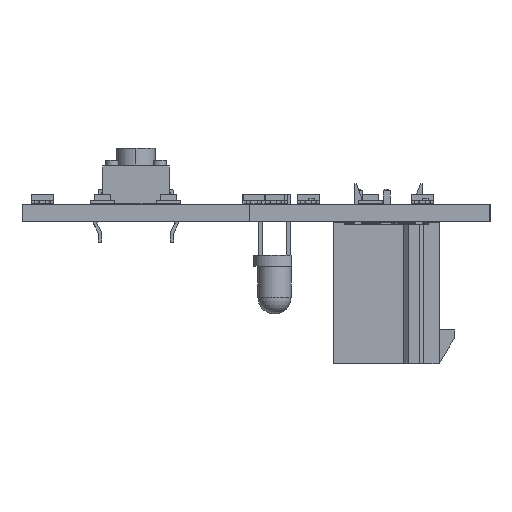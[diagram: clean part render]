
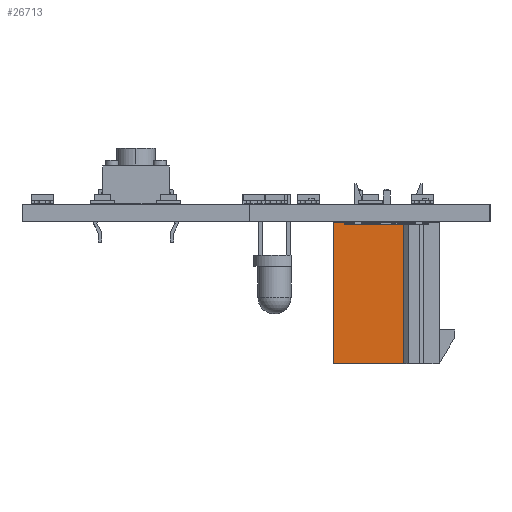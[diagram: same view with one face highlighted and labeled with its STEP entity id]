
A CAD part, left-side view. The second image highlights one B-rep face of the part: STEP entity #26713.
In plain terms, the highlighted planar face has unit normal (-1, 0, 0).
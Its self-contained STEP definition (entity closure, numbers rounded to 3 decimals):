
#25504 = PLANE('',#25505);
#25505 = AXIS2_PLACEMENT_3D('',#25506,#25507,#25508);
#25506 = CARTESIAN_POINT('',(-4.8,12.8,4.8));
#25507 = DIRECTION('',(0.,0.,1.));
#25508 = DIRECTION('',(1.,0.,0.));
#25740 = PLANE('',#25741);
#25741 = AXIS2_PLACEMENT_3D('',#25742,#25743,#25744);
#25742 = CARTESIAN_POINT('',(-4.8,12.8,-4.8));
#25743 = DIRECTION('',(0.,1.,0.));
#25744 = DIRECTION('',(1.,0.,0.));
#26437 = PLANE('',#26438);
#26438 = AXIS2_PLACEMENT_3D('',#26439,#26440,#26441);
#26439 = CARTESIAN_POINT('',(1.1,0.,3.8));
#26440 = DIRECTION('',(0.,0.,1.));
#26441 = DIRECTION('',(1.,0.,0.));
#26713 = ADVANCED_FACE('',(#26714),#26728,.F.);
#26714 = FACE_BOUND('',#26715,.F.);
#26715 = EDGE_LOOP('',(#26716,#26751,#26774,#26797,#26825,#26848));
#26716 = ORIENTED_EDGE('',*,*,#26717,.T.);
#26717 = EDGE_CURVE('',#26718,#26720,#26722,.T.);
#26718 = VERTEX_POINT('',#26719);
#26719 = CARTESIAN_POINT('',(-4.8,0.2,-1.59));
#26720 = VERTEX_POINT('',#26721);
#26721 = CARTESIAN_POINT('',(-4.8,12.8,-1.59));
#26722 = SURFACE_CURVE('',#26723,(#26727,#26739),.PCURVE_S1.);
#26723 = LINE('',#26724,#26725);
#26724 = CARTESIAN_POINT('',(-4.8,0.2,-1.59
    ));
#26725 = VECTOR('',#26726,1.);
#26726 = DIRECTION('',(0.,1.,0.));
#26727 = PCURVE('',#26728,#26733);
#26728 = PLANE('',#26729);
#26729 = AXIS2_PLACEMENT_3D('',#26730,#26731,#26732);
#26730 = CARTESIAN_POINT('',(-4.8,0.,0.));
#26731 = DIRECTION('',(1.,0.,0.));
#26732 = DIRECTION('',(0.,1.,0.));
#26733 = DEFINITIONAL_REPRESENTATION('',(#26734),#26738);
#26734 = LINE('',#26735,#26736);
#26735 = CARTESIAN_POINT('',(0.2,-1.59));
#26736 = VECTOR('',#26737,1.);
#26737 = DIRECTION('',(1.,0.));
#26738 = ( GEOMETRIC_REPRESENTATION_CONTEXT(2) 
PARAMETRIC_REPRESENTATION_CONTEXT() REPRESENTATION_CONTEXT('2D SPACE',''
  ) );
#26739 = PCURVE('',#26740,#26745);
#26740 = PLANE('',#26741);
#26741 = AXIS2_PLACEMENT_3D('',#26742,#26743,#26744);
#26742 = CARTESIAN_POINT('',(-4.8,12.8,-1.59));
#26743 = DIRECTION('',(-0.707,0.,0.707));
#26744 = DIRECTION('',(0.,1.,0.));
#26745 = DEFINITIONAL_REPRESENTATION('',(#26746),#26750);
#26746 = LINE('',#26747,#26748);
#26747 = CARTESIAN_POINT('',(-12.6,0.));
#26748 = VECTOR('',#26749,1.);
#26749 = DIRECTION('',(1.,0.));
#26750 = ( GEOMETRIC_REPRESENTATION_CONTEXT(2) 
PARAMETRIC_REPRESENTATION_CONTEXT() REPRESENTATION_CONTEXT('2D SPACE',''
  ) );
#26751 = ORIENTED_EDGE('',*,*,#26752,.T.);
#26752 = EDGE_CURVE('',#26720,#26753,#26755,.T.);
#26753 = VERTEX_POINT('',#26754);
#26754 = CARTESIAN_POINT('',(-4.8,12.8,4.8));
#26755 = SURFACE_CURVE('',#26756,(#26760,#26767),.PCURVE_S1.);
#26756 = LINE('',#26757,#26758);
#26757 = CARTESIAN_POINT('',(-4.8,12.8,
    -1.59));
#26758 = VECTOR('',#26759,1.);
#26759 = DIRECTION('',(0.,0.,1.));
#26760 = PCURVE('',#26728,#26761);
#26761 = DEFINITIONAL_REPRESENTATION('',(#26762),#26766);
#26762 = LINE('',#26763,#26764);
#26763 = CARTESIAN_POINT('',(12.8,-1.59));
#26764 = VECTOR('',#26765,1.);
#26765 = DIRECTION('',(0.,1.));
#26766 = ( GEOMETRIC_REPRESENTATION_CONTEXT(2) 
PARAMETRIC_REPRESENTATION_CONTEXT() REPRESENTATION_CONTEXT('2D SPACE',''
  ) );
#26767 = PCURVE('',#25740,#26768);
#26768 = DEFINITIONAL_REPRESENTATION('',(#26769),#26773);
#26769 = LINE('',#26770,#26771);
#26770 = CARTESIAN_POINT('',(0.,-3.21));
#26771 = VECTOR('',#26772,1.);
#26772 = DIRECTION('',(0.,-1.));
#26773 = ( GEOMETRIC_REPRESENTATION_CONTEXT(2) 
PARAMETRIC_REPRESENTATION_CONTEXT() REPRESENTATION_CONTEXT('2D SPACE',''
  ) );
#26774 = ORIENTED_EDGE('',*,*,#26775,.T.);
#26775 = EDGE_CURVE('',#26753,#26776,#26778,.T.);
#26776 = VERTEX_POINT('',#26777);
#26777 = CARTESIAN_POINT('',(-4.8,0.,4.8));
#26778 = SURFACE_CURVE('',#26779,(#26783,#26790),.PCURVE_S1.);
#26779 = LINE('',#26780,#26781);
#26780 = CARTESIAN_POINT('',(-4.8,12.8,4.8
    ));
#26781 = VECTOR('',#26782,1.);
#26782 = DIRECTION('',(0.,-1.,0.));
#26783 = PCURVE('',#26728,#26784);
#26784 = DEFINITIONAL_REPRESENTATION('',(#26785),#26789);
#26785 = LINE('',#26786,#26787);
#26786 = CARTESIAN_POINT('',(12.8,4.8));
#26787 = VECTOR('',#26788,1.);
#26788 = DIRECTION('',(-1.,0.));
#26789 = ( GEOMETRIC_REPRESENTATION_CONTEXT(2) 
PARAMETRIC_REPRESENTATION_CONTEXT() REPRESENTATION_CONTEXT('2D SPACE',''
  ) );
#26790 = PCURVE('',#25504,#26791);
#26791 = DEFINITIONAL_REPRESENTATION('',(#26792),#26796);
#26792 = LINE('',#26793,#26794);
#26793 = CARTESIAN_POINT('',(0.,0.));
#26794 = VECTOR('',#26795,1.);
#26795 = DIRECTION('',(0.,-1.));
#26796 = ( GEOMETRIC_REPRESENTATION_CONTEXT(2) 
PARAMETRIC_REPRESENTATION_CONTEXT() REPRESENTATION_CONTEXT('2D SPACE',''
  ) );
#26797 = ORIENTED_EDGE('',*,*,#26798,.T.);
#26798 = EDGE_CURVE('',#26776,#26799,#26801,.T.);
#26799 = VERTEX_POINT('',#26800);
#26800 = CARTESIAN_POINT('',(-4.8,0.,3.8));
#26801 = SURFACE_CURVE('',#26802,(#26806,#26813),.PCURVE_S1.);
#26802 = LINE('',#26803,#26804);
#26803 = CARTESIAN_POINT('',(-4.8,0.,4.8));
#26804 = VECTOR('',#26805,1.);
#26805 = DIRECTION('',(0.,0.,-1.));
#26806 = PCURVE('',#26728,#26807);
#26807 = DEFINITIONAL_REPRESENTATION('',(#26808),#26812);
#26808 = LINE('',#26809,#26810);
#26809 = CARTESIAN_POINT('',(0.,4.8));
#26810 = VECTOR('',#26811,1.);
#26811 = DIRECTION('',(0.,-1.));
#26812 = ( GEOMETRIC_REPRESENTATION_CONTEXT(2) 
PARAMETRIC_REPRESENTATION_CONTEXT() REPRESENTATION_CONTEXT('2D SPACE',''
  ) );
#26813 = PCURVE('',#26814,#26819);
#26814 = PLANE('',#26815);
#26815 = AXIS2_PLACEMENT_3D('',#26816,#26817,#26818);
#26816 = CARTESIAN_POINT('',(-4.8,0.,4.8));
#26817 = DIRECTION('',(0.,-1.,0.));
#26818 = DIRECTION('',(0.,0.,-1.));
#26819 = DEFINITIONAL_REPRESENTATION('',(#26820),#26824);
#26820 = LINE('',#26821,#26822);
#26821 = CARTESIAN_POINT('',(0.,0.));
#26822 = VECTOR('',#26823,1.);
#26823 = DIRECTION('',(1.,0.));
#26824 = ( GEOMETRIC_REPRESENTATION_CONTEXT(2) 
PARAMETRIC_REPRESENTATION_CONTEXT() REPRESENTATION_CONTEXT('2D SPACE',''
  ) );
#26825 = ORIENTED_EDGE('',*,*,#26826,.T.);
#26826 = EDGE_CURVE('',#26799,#26827,#26829,.T.);
#26827 = VERTEX_POINT('',#26828);
#26828 = CARTESIAN_POINT('',(-4.8,0.2,3.8));
#26829 = SURFACE_CURVE('',#26830,(#26834,#26841),.PCURVE_S1.);
#26830 = LINE('',#26831,#26832);
#26831 = CARTESIAN_POINT('',(-4.8,0.,3.8));
#26832 = VECTOR('',#26833,1.);
#26833 = DIRECTION('',(0.,1.,0.));
#26834 = PCURVE('',#26728,#26835);
#26835 = DEFINITIONAL_REPRESENTATION('',(#26836),#26840);
#26836 = LINE('',#26837,#26838);
#26837 = CARTESIAN_POINT('',(0.,3.8));
#26838 = VECTOR('',#26839,1.);
#26839 = DIRECTION('',(1.,0.));
#26840 = ( GEOMETRIC_REPRESENTATION_CONTEXT(2) 
PARAMETRIC_REPRESENTATION_CONTEXT() REPRESENTATION_CONTEXT('2D SPACE',''
  ) );
#26841 = PCURVE('',#26437,#26842);
#26842 = DEFINITIONAL_REPRESENTATION('',(#26843),#26847);
#26843 = LINE('',#26844,#26845);
#26844 = CARTESIAN_POINT('',(-5.9,0.));
#26845 = VECTOR('',#26846,1.);
#26846 = DIRECTION('',(0.,1.));
#26847 = ( GEOMETRIC_REPRESENTATION_CONTEXT(2) 
PARAMETRIC_REPRESENTATION_CONTEXT() REPRESENTATION_CONTEXT('2D SPACE',''
  ) );
#26848 = ORIENTED_EDGE('',*,*,#26849,.F.);
#26849 = EDGE_CURVE('',#26718,#26827,#26850,.T.);
#26850 = SURFACE_CURVE('',#26851,(#26855,#26862),.PCURVE_S1.);
#26851 = LINE('',#26852,#26853);
#26852 = CARTESIAN_POINT('',(-4.8,0.2,-1.59
    ));
#26853 = VECTOR('',#26854,1.);
#26854 = DIRECTION('',(0.,0.,1.));
#26855 = PCURVE('',#26728,#26856);
#26856 = DEFINITIONAL_REPRESENTATION('',(#26857),#26861);
#26857 = LINE('',#26858,#26859);
#26858 = CARTESIAN_POINT('',(0.2,-1.59));
#26859 = VECTOR('',#26860,1.);
#26860 = DIRECTION('',(0.,1.));
#26861 = ( GEOMETRIC_REPRESENTATION_CONTEXT(2) 
PARAMETRIC_REPRESENTATION_CONTEXT() REPRESENTATION_CONTEXT('2D SPACE',''
  ) );
#26862 = PCURVE('',#26863,#26868);
#26863 = PLANE('',#26864);
#26864 = AXIS2_PLACEMENT_3D('',#26865,#26866,#26867);
#26865 = CARTESIAN_POINT('',(-4.8,0.2,0.));
#26866 = DIRECTION('',(0.,-1.,0.));
#26867 = DIRECTION('',(0.,0.,-1.));
#26868 = DEFINITIONAL_REPRESENTATION('',(#26869),#26873);
#26869 = LINE('',#26870,#26871);
#26870 = CARTESIAN_POINT('',(1.59,0.));
#26871 = VECTOR('',#26872,1.);
#26872 = DIRECTION('',(-1.,0.));
#26873 = ( GEOMETRIC_REPRESENTATION_CONTEXT(2) 
PARAMETRIC_REPRESENTATION_CONTEXT() REPRESENTATION_CONTEXT('2D SPACE',''
  ) );
